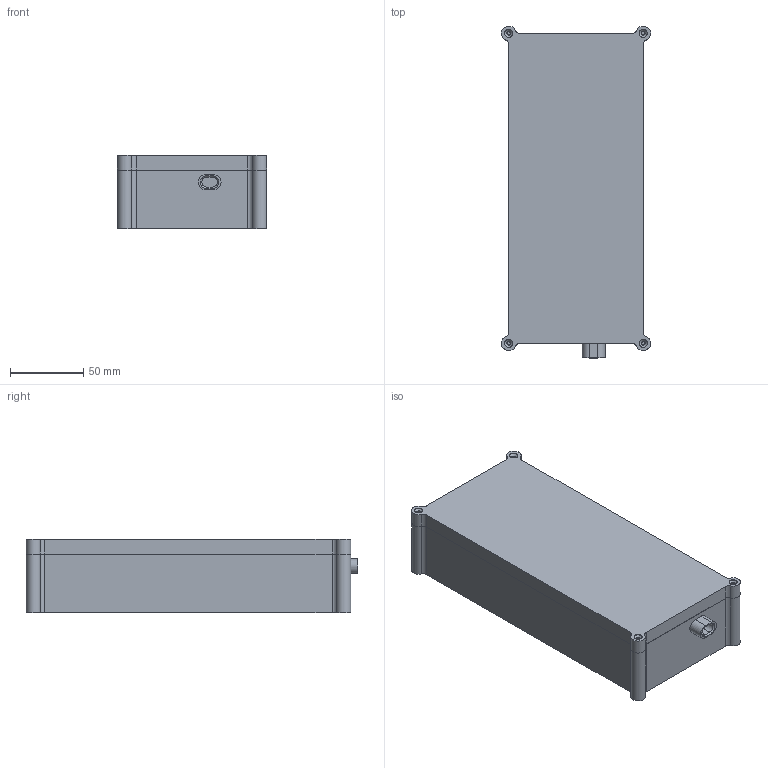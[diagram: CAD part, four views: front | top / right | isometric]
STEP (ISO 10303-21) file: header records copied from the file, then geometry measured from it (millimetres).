
FILE_DESCRIPTION(/* description */ (''),/* implementation_level */ '2;1');
FILE_NAME(/* name */ 'CaixaV2-STEP-PGR.step',/* time_stamp */ '2024-06-05T22:57:44+01:00',/* author */ (''),/* organization */ (''),/* preprocessor_version */ 'ST-DEVELOPER v20',/* originating_system */ 'Autodesk Translation Framework v13.14.0.145',/* authorisation */ '');
FILE_SCHEMA (('AUTOMOTIVE_DESIGN { 1 0 10303 214 3 1 1 }'));
Length unit declared in the file: millimetre
Products named in the file (1): Caixa Protótipo
Bounding box: 102 x 227 x 50 mm (x, y, z)
Volume: 461679.4 mm3; surface area: 143801.1 mm2
Topology: 12 solids, 12 shells, 772 faces, 2216 edges, 1476 vertices
Faces by surface type: cone 382, cylinder 278, plane 112
Full cylindrical faces by diameter (mm): 3 x188, 5.5 x4
Entity records: 26049 total; most frequent: DIRECTION 5072, CARTESIAN_POINT 4465, ORIENTED_EDGE 4432, EDGE_CURVE 2216, AXIS2_PLACEMENT_3D 2083, VERTEX_POINT 1476, CIRCLE 1310, LINE 906
